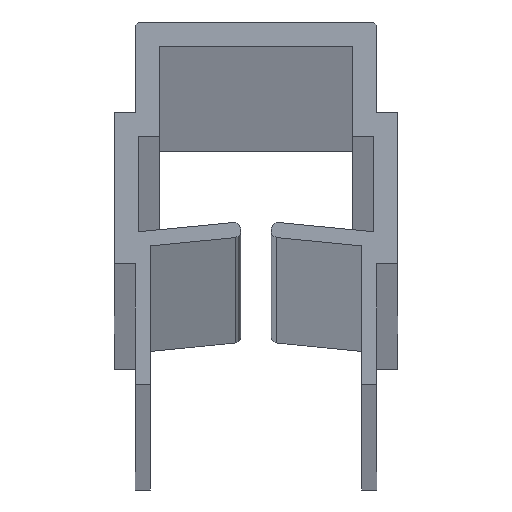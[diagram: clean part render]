
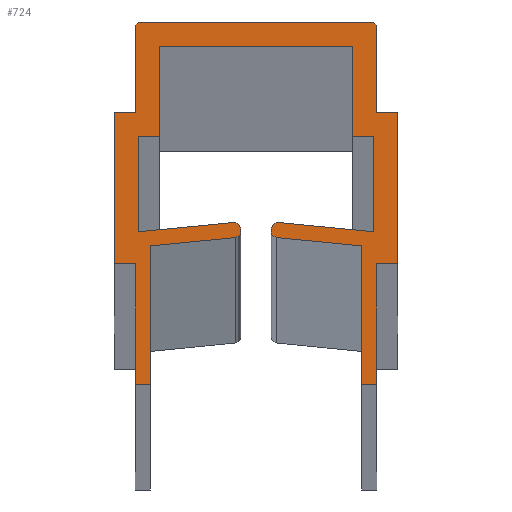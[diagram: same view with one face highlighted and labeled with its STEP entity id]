
A CAD part, top view. The second image highlights one B-rep face of the part: STEP entity #724.
In plain terms, the highlighted planar face has unit normal (0, 0, 1).
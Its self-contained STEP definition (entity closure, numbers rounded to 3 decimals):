
#15=CIRCLE('',#753,0.2);
#17=CIRCLE('',#757,0.2);
#19=CIRCLE('',#769,0.2);
#21=CIRCLE('',#773,0.2);
#23=CIRCLE('',#784,0.2);
#25=CIRCLE('',#788,0.2);
#68=FACE_OUTER_BOUND('',#104,.T.);
#104=EDGE_LOOP('',(#625,#626,#627,#628,#629,#630,#631,#632,#633,#634,#635,
#636,#637,#638,#639,#640,#641,#642,#643,#644,#645,#646,#647,#648,#649,#650,
#651,#652,#653,#654,#655,#656,#657,#658));
#105=LINE('',#985,#195);
#109=LINE('',#993,#199);
#112=LINE('',#999,#202);
#115=LINE('',#1005,#205);
#118=LINE('',#1011,#208);
#121=LINE('',#1017,#211);
#124=LINE('',#1023,#214);
#128=LINE('',#1035,#218);
#132=LINE('',#1047,#222);
#135=LINE('',#1053,#225);
#138=LINE('',#1059,#228);
#141=LINE('',#1065,#231);
#144=LINE('',#1071,#234);
#147=LINE('',#1077,#237);
#150=LINE('',#1083,#240);
#153=LINE('',#1089,#243);
#156=LINE('',#1095,#246);
#160=LINE('',#1107,#250);
#164=LINE('',#1119,#254);
#167=LINE('',#1125,#257);
#170=LINE('',#1131,#260);
#173=LINE('',#1137,#263);
#176=LINE('',#1143,#266);
#179=LINE('',#1149,#269);
#182=LINE('',#1155,#272);
#185=LINE('',#1161,#275);
#189=LINE('',#1173,#279);
#193=LINE('',#1184,#283);
#195=VECTOR('',#797,1000.);
#199=VECTOR('',#803,1000.);
#202=VECTOR('',#808,1000.);
#205=VECTOR('',#813,1000.);
#208=VECTOR('',#818,1000.);
#211=VECTOR('',#823,1000.);
#214=VECTOR('',#828,1000.);
#218=VECTOR('',#840,1000.);
#222=VECTOR('',#852,1000.);
#225=VECTOR('',#857,1000.);
#228=VECTOR('',#862,1000.);
#231=VECTOR('',#867,1000.);
#234=VECTOR('',#872,1000.);
#237=VECTOR('',#877,1000.);
#240=VECTOR('',#882,1000.);
#243=VECTOR('',#887,1000.);
#246=VECTOR('',#892,1000.);
#250=VECTOR('',#904,1000.);
#254=VECTOR('',#916,1000.);
#257=VECTOR('',#921,1000.);
#260=VECTOR('',#926,1000.);
#263=VECTOR('',#931,1000.);
#266=VECTOR('',#936,1000.);
#269=VECTOR('',#941,1000.);
#272=VECTOR('',#946,1000.);
#275=VECTOR('',#951,1000.);
#279=VECTOR('',#963,1000.);
#283=VECTOR('',#975,1000.);
#285=VERTEX_POINT('',#983);
#286=VERTEX_POINT('',#984);
#289=VERTEX_POINT('',#992);
#291=VERTEX_POINT('',#998);
#293=VERTEX_POINT('',#1004);
#295=VERTEX_POINT('',#1010);
#297=VERTEX_POINT('',#1016);
#299=VERTEX_POINT('',#1022);
#301=VERTEX_POINT('',#1028);
#303=VERTEX_POINT('',#1034);
#305=VERTEX_POINT('',#1040);
#307=VERTEX_POINT('',#1046);
#309=VERTEX_POINT('',#1052);
#311=VERTEX_POINT('',#1058);
#313=VERTEX_POINT('',#1064);
#315=VERTEX_POINT('',#1070);
#317=VERTEX_POINT('',#1076);
#319=VERTEX_POINT('',#1082);
#321=VERTEX_POINT('',#1088);
#323=VERTEX_POINT('',#1094);
#325=VERTEX_POINT('',#1100);
#327=VERTEX_POINT('',#1106);
#329=VERTEX_POINT('',#1112);
#331=VERTEX_POINT('',#1118);
#333=VERTEX_POINT('',#1124);
#335=VERTEX_POINT('',#1130);
#337=VERTEX_POINT('',#1136);
#339=VERTEX_POINT('',#1142);
#341=VERTEX_POINT('',#1148);
#343=VERTEX_POINT('',#1154);
#345=VERTEX_POINT('',#1160);
#347=VERTEX_POINT('',#1166);
#349=VERTEX_POINT('',#1172);
#351=VERTEX_POINT('',#1178);
#353=EDGE_CURVE('',#285,#286,#105,.T.);
#357=EDGE_CURVE('',#286,#289,#109,.T.);
#360=EDGE_CURVE('',#289,#291,#112,.T.);
#363=EDGE_CURVE('',#291,#293,#115,.T.);
#366=EDGE_CURVE('',#293,#295,#118,.T.);
#369=EDGE_CURVE('',#295,#297,#121,.T.);
#372=EDGE_CURVE('',#297,#299,#124,.T.);
#375=EDGE_CURVE('',#299,#301,#15,.T.);
#378=EDGE_CURVE('',#301,#303,#128,.T.);
#381=EDGE_CURVE('',#303,#305,#17,.T.);
#384=EDGE_CURVE('',#305,#307,#132,.T.);
#387=EDGE_CURVE('',#307,#309,#135,.T.);
#390=EDGE_CURVE('',#309,#311,#138,.T.);
#393=EDGE_CURVE('',#311,#313,#141,.T.);
#396=EDGE_CURVE('',#313,#315,#144,.T.);
#399=EDGE_CURVE('',#315,#317,#147,.T.);
#402=EDGE_CURVE('',#317,#319,#150,.T.);
#405=EDGE_CURVE('',#319,#321,#153,.T.);
#408=EDGE_CURVE('',#321,#323,#156,.T.);
#411=EDGE_CURVE('',#323,#325,#19,.T.);
#414=EDGE_CURVE('',#325,#327,#160,.T.);
#417=EDGE_CURVE('',#327,#329,#21,.T.);
#420=EDGE_CURVE('',#329,#331,#164,.T.);
#423=EDGE_CURVE('',#331,#333,#167,.T.);
#426=EDGE_CURVE('',#333,#335,#170,.T.);
#429=EDGE_CURVE('',#335,#337,#173,.T.);
#432=EDGE_CURVE('',#337,#339,#176,.T.);
#435=EDGE_CURVE('',#339,#341,#179,.T.);
#438=EDGE_CURVE('',#341,#343,#182,.T.);
#441=EDGE_CURVE('',#343,#345,#185,.T.);
#444=EDGE_CURVE('',#345,#347,#23,.T.);
#447=EDGE_CURVE('',#347,#349,#189,.T.);
#450=EDGE_CURVE('',#349,#351,#25,.T.);
#453=EDGE_CURVE('',#351,#285,#193,.T.);
#625=ORIENTED_EDGE('',*,*,#353,.T.);
#626=ORIENTED_EDGE('',*,*,#357,.T.);
#627=ORIENTED_EDGE('',*,*,#360,.T.);
#628=ORIENTED_EDGE('',*,*,#363,.T.);
#629=ORIENTED_EDGE('',*,*,#366,.T.);
#630=ORIENTED_EDGE('',*,*,#369,.T.);
#631=ORIENTED_EDGE('',*,*,#372,.T.);
#632=ORIENTED_EDGE('',*,*,#375,.T.);
#633=ORIENTED_EDGE('',*,*,#378,.T.);
#634=ORIENTED_EDGE('',*,*,#381,.T.);
#635=ORIENTED_EDGE('',*,*,#384,.T.);
#636=ORIENTED_EDGE('',*,*,#387,.T.);
#637=ORIENTED_EDGE('',*,*,#390,.T.);
#638=ORIENTED_EDGE('',*,*,#393,.T.);
#639=ORIENTED_EDGE('',*,*,#396,.T.);
#640=ORIENTED_EDGE('',*,*,#399,.T.);
#641=ORIENTED_EDGE('',*,*,#402,.T.);
#642=ORIENTED_EDGE('',*,*,#405,.T.);
#643=ORIENTED_EDGE('',*,*,#408,.T.);
#644=ORIENTED_EDGE('',*,*,#411,.T.);
#645=ORIENTED_EDGE('',*,*,#414,.T.);
#646=ORIENTED_EDGE('',*,*,#417,.T.);
#647=ORIENTED_EDGE('',*,*,#420,.T.);
#648=ORIENTED_EDGE('',*,*,#423,.T.);
#649=ORIENTED_EDGE('',*,*,#426,.T.);
#650=ORIENTED_EDGE('',*,*,#429,.T.);
#651=ORIENTED_EDGE('',*,*,#432,.T.);
#652=ORIENTED_EDGE('',*,*,#435,.T.);
#653=ORIENTED_EDGE('',*,*,#438,.T.);
#654=ORIENTED_EDGE('',*,*,#441,.T.);
#655=ORIENTED_EDGE('',*,*,#444,.T.);
#656=ORIENTED_EDGE('',*,*,#447,.T.);
#657=ORIENTED_EDGE('',*,*,#450,.T.);
#658=ORIENTED_EDGE('',*,*,#453,.T.);
#688=PLANE('',#792);
#724=ADVANCED_FACE('',(#68),#688,.T.);
#753=AXIS2_PLACEMENT_3D('',#1029,#833,#834);
#757=AXIS2_PLACEMENT_3D('',#1041,#845,#846);
#769=AXIS2_PLACEMENT_3D('',#1101,#897,#898);
#773=AXIS2_PLACEMENT_3D('',#1113,#909,#910);
#784=AXIS2_PLACEMENT_3D('',#1167,#956,#957);
#788=AXIS2_PLACEMENT_3D('',#1179,#968,#969);
#792=AXIS2_PLACEMENT_3D('',#1187,#979,#980);
#797=DIRECTION('',(-1.,0.,0.));
#803=DIRECTION('',(0.,-1.,0.));
#808=DIRECTION('',(1.,0.,0.));
#813=DIRECTION('',(0.,-1.,0.));
#818=DIRECTION('',(1.,0.,0.));
#823=DIRECTION('',(0.,1.,0.));
#828=DIRECTION('',(0.995,0.099,0.));
#833=DIRECTION('center_axis',(0.,0.,1.));
#834=DIRECTION('ref_axis',(1.,0.,0.));
#840=DIRECTION('',(-0.087,0.996,0.));
#845=DIRECTION('center_axis',(0.,0.,1.));
#846=DIRECTION('ref_axis',(1.,0.,0.));
#852=DIRECTION('',(-0.995,-0.096,0.));
#857=DIRECTION('',(0.,1.,0.));
#862=DIRECTION('',(1.,0.,0.));
#867=DIRECTION('',(0.,1.,0.));
#872=DIRECTION('',(1.,0.,0.));
#877=DIRECTION('',(0.,-1.,0.));
#882=DIRECTION('',(1.,0.,0.));
#887=DIRECTION('',(0.,-1.,0.));
#892=DIRECTION('',(-0.995,0.096,0.));
#897=DIRECTION('center_axis',(0.,0.,1.));
#898=DIRECTION('ref_axis',(1.,0.,0.));
#904=DIRECTION('',(-0.087,-0.996,0.));
#909=DIRECTION('center_axis',(0.,0.,1.));
#910=DIRECTION('ref_axis',(1.,0.,0.));
#916=DIRECTION('',(0.995,-0.099,0.));
#921=DIRECTION('',(0.,-1.,0.));
#926=DIRECTION('',(1.,0.,0.));
#931=DIRECTION('',(0.,1.,0.));
#936=DIRECTION('',(1.,0.,0.));
#941=DIRECTION('',(0.,1.,0.));
#946=DIRECTION('',(-1.,0.,0.));
#951=DIRECTION('',(0.,1.,0.));
#956=DIRECTION('center_axis',(0.,0.,1.));
#957=DIRECTION('ref_axis',(1.,0.,0.));
#963=DIRECTION('',(-1.,0.,0.));
#968=DIRECTION('center_axis',(0.,0.,1.));
#969=DIRECTION('ref_axis',(1.,0.,0.));
#975=DIRECTION('',(0.,-1.,0.));
#979=DIRECTION('center_axis',(0.,0.,1.));
#980=DIRECTION('ref_axis',(1.,0.,0.));
#983=CARTESIAN_POINT('',(-4.,9.,0.));
#984=CARTESIAN_POINT('',(-4.7,9.,0.));
#985=CARTESIAN_POINT('',(-4.,9.,0.));
#992=CARTESIAN_POINT('',(-4.7,4.,0.));
#993=CARTESIAN_POINT('',(-4.7,9.,0.));
#998=CARTESIAN_POINT('',(-4.,4.,0.));
#999=CARTESIAN_POINT('',(-4.7,4.,0.));
#1004=CARTESIAN_POINT('',(-4.,0.,0.));
#1005=CARTESIAN_POINT('',(-4.,4.,0.));
#1010=CARTESIAN_POINT('',(-3.5,0.,0.));
#1011=CARTESIAN_POINT('',(-4.,0.,0.));
#1016=CARTESIAN_POINT('',(-3.5,4.587,0.));
#1017=CARTESIAN_POINT('',(-3.5,0.,0.));
#1022=CARTESIAN_POINT('',(-0.684,4.866,0.));
#1023=CARTESIAN_POINT('',(-3.5,4.587,0.));
#1028=CARTESIAN_POINT('',(-0.504,5.083,0.));
#1029=CARTESIAN_POINT('Origin',(-0.704,5.065,0.));
#1034=CARTESIAN_POINT('',(-0.513,5.181,0.));
#1035=CARTESIAN_POINT('',(-0.504,5.083,0.));
#1040=CARTESIAN_POINT('',(-0.731,5.363,0.));
#1041=CARTESIAN_POINT('Origin',(-0.712,5.164,0.));
#1046=CARTESIAN_POINT('',(-3.9,5.057,0.));
#1047=CARTESIAN_POINT('',(-0.731,5.363,0.));
#1052=CARTESIAN_POINT('',(-3.9,8.2,0.));
#1053=CARTESIAN_POINT('',(-3.9,5.057,0.));
#1058=CARTESIAN_POINT('',(-3.2,8.2,0.));
#1059=CARTESIAN_POINT('',(-3.9,8.2,0.));
#1064=CARTESIAN_POINT('',(-3.2,11.2,0.));
#1065=CARTESIAN_POINT('',(-3.2,8.2,0.));
#1070=CARTESIAN_POINT('',(3.2,11.2,0.));
#1071=CARTESIAN_POINT('',(-3.2,11.2,0.));
#1076=CARTESIAN_POINT('',(3.2,8.2,0.));
#1077=CARTESIAN_POINT('',(3.2,11.2,0.));
#1082=CARTESIAN_POINT('',(3.9,8.2,0.));
#1083=CARTESIAN_POINT('',(3.2,8.2,0.));
#1088=CARTESIAN_POINT('',(3.9,5.057,0.));
#1089=CARTESIAN_POINT('',(3.9,8.2,0.));
#1094=CARTESIAN_POINT('',(0.731,5.363,0.));
#1095=CARTESIAN_POINT('',(3.9,5.057,0.));
#1100=CARTESIAN_POINT('',(0.513,5.181,0.));
#1101=CARTESIAN_POINT('Origin',(0.712,5.164,0.));
#1106=CARTESIAN_POINT('',(0.504,5.083,0.));
#1107=CARTESIAN_POINT('',(0.513,5.181,0.));
#1112=CARTESIAN_POINT('',(0.684,4.866,0.));
#1113=CARTESIAN_POINT('Origin',(0.704,5.065,0.));
#1118=CARTESIAN_POINT('',(3.5,4.587,0.));
#1119=CARTESIAN_POINT('',(0.684,4.866,0.));
#1124=CARTESIAN_POINT('',(3.5,0.,0.));
#1125=CARTESIAN_POINT('',(3.5,4.587,0.));
#1130=CARTESIAN_POINT('',(4.,0.,0.));
#1131=CARTESIAN_POINT('',(3.5,0.,0.));
#1136=CARTESIAN_POINT('',(4.,4.,0.));
#1137=CARTESIAN_POINT('',(4.,0.,0.));
#1142=CARTESIAN_POINT('',(4.7,4.,0.));
#1143=CARTESIAN_POINT('',(4.,4.,0.));
#1148=CARTESIAN_POINT('',(4.7,9.,0.));
#1149=CARTESIAN_POINT('',(4.7,4.,0.));
#1154=CARTESIAN_POINT('',(4.,9.,0.));
#1155=CARTESIAN_POINT('',(4.7,9.,0.));
#1160=CARTESIAN_POINT('',(4.,11.8,0.));
#1161=CARTESIAN_POINT('',(4.,9.,0.));
#1166=CARTESIAN_POINT('',(3.8,12.,0.));
#1167=CARTESIAN_POINT('Origin',(3.8,11.8,0.));
#1172=CARTESIAN_POINT('',(-3.8,12.,0.));
#1173=CARTESIAN_POINT('',(3.8,12.,0.));
#1178=CARTESIAN_POINT('',(-4.,11.8,0.));
#1179=CARTESIAN_POINT('Origin',(-3.8,11.8,0.));
#1184=CARTESIAN_POINT('',(-4.,11.8,0.));
#1187=CARTESIAN_POINT('Origin',(-0.704,5.065,0.));
